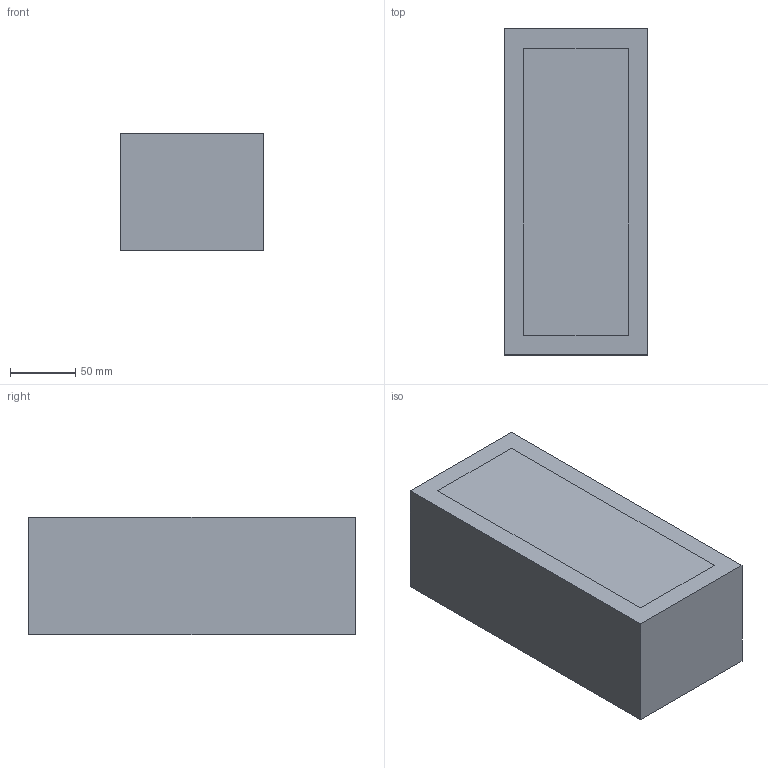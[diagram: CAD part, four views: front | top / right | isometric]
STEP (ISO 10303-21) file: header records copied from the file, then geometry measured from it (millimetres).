
FILE_DESCRIPTION(/* description */ (''),/* implementation_level */ '2;1');
FILE_NAME(/* name */ 'BUZZI&~4',/* time_stamp */ '2025-09-11T11:59:05+02:00',/* author */ (''),/* organization */ (''),/* preprocessor_version */ 'ST-DEVELOPER v16.5',/* originating_system */ '',/* authorisation */ '');
FILE_SCHEMA (('CONFIG_CONTROL_DESIGN'));
Length unit declared in the file: millimetre
Products named in the file (1): Document
Bounding box: 110 x 250 x 90 mm (x, y, z)
Volume: 891000 mm3; surface area: 173800 mm2
Topology: 1 solids, 3 shells, 12 faces, 32 edges, 24 vertices
Faces by surface type: plane 12
Entity records: 424 total; most frequent: CARTESIAN_POINT 103, ORIENTED_EDGE 56, EDGE_CURVE 32, B_SPLINE_CURVE_WITH_KNOTS 32, VERTEX_POINT 24, DIRECTION 18, AXIS2_PLACEMENT_3D 15, EDGE_LOOP 14
